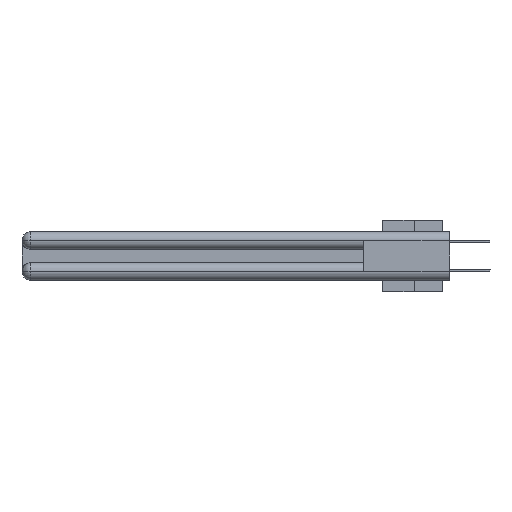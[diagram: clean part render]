
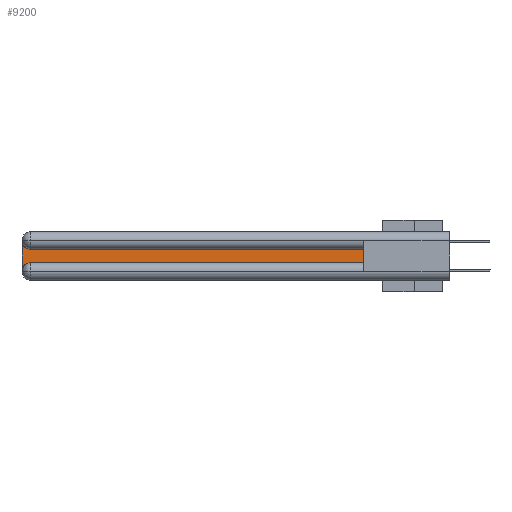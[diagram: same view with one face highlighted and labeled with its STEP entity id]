
A CAD part, left-side view. The second image highlights one B-rep face of the part: STEP entity #9200.
In plain terms, the highlighted planar face has unit normal (-1, 0, 0).
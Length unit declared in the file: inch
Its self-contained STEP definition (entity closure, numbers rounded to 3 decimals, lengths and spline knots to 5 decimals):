
#759 = ORIENTED_EDGE ( 'NONE', *, *, #11223, .T. ) ;
#1534 = DIRECTION ( 'NONE',  ( 0., 0., -1. ) ) ;
#1777 = LINE ( 'NONE', #23204, #18889 ) ;
#2577 = CARTESIAN_POINT ( 'NONE',  ( 0.075, 0.6, -0.2175 ) ) ;
#3521 = CARTESIAN_POINT ( 'NONE',  ( 0.075, 3., -0.2775 ) ) ;
#3677 = AXIS2_PLACEMENT_3D ( 'NONE', #13952, #37999, #16596 ) ;
#4105 = EDGE_CURVE ( 'NONE', #8257, #21861, #16113, .T. ) ;
#7496 = DIRECTION ( 'NONE',  ( 1., 0., 0. ) ) ;
#7653 = DIRECTION ( 'NONE',  ( 0., 0., -1. ) ) ;
#7846 = EDGE_CURVE ( 'NONE', #17832, #8257, #19598, .T. ) ;
#7878 = VERTEX_POINT ( 'NONE', #23007 ) ;
#8257 = VERTEX_POINT ( 'NONE', #3521 ) ;
#9200 = ADVANCED_FACE ( 'NONE', ( #31262 ), #16734, .F. ) ;
#9960 = EDGE_CURVE ( 'NONE', #27116, #7878, #1777, .T. ) ;
#10383 = DIRECTION ( 'NONE',  ( 0., 0., -1. ) ) ;
#11223 = EDGE_CURVE ( 'NONE', #7878, #19066, #38725, .T. ) ;
#11247 = DIRECTION ( 'NONE',  ( 0., 0., 1. ) ) ;
#11466 = DIRECTION ( 'NONE',  ( 0., -1., 0. ) ) ;
#11997 = ORIENTED_EDGE ( 'NONE', *, *, #25004, .T. ) ;
#12994 = CARTESIAN_POINT ( 'NONE',  ( 0.075, 0.6, -0.2175 ) ) ;
#13206 = CARTESIAN_POINT ( 'NONE',  ( 0.075, 2.94, -0.2775 ) ) ;
#13886 = VECTOR ( 'NONE', #11466, 39.37008 ) ;
#13952 = CARTESIAN_POINT ( 'NONE',  ( 0.075, 3., -0.1225 ) ) ;
#15654 = CIRCLE ( 'NONE', #25430, 0.06 ) ;
#16113 = CIRCLE ( 'NONE', #20307, 0.06 ) ;
#16135 = DIRECTION ( 'NONE',  ( 1., 0., 0. ) ) ;
#16596 = DIRECTION ( 'NONE',  ( 0., 0., -1. ) ) ;
#16734 = PLANE ( 'NONE',  #3677 ) ;
#17832 = VERTEX_POINT ( 'NONE', #22457 ) ;
#18383 = CARTESIAN_POINT ( 'NONE',  ( 0.075, 2.94, -0.2175 ) ) ;
#18889 = VECTOR ( 'NONE', #11247, 39.37008 ) ;
#19066 = VERTEX_POINT ( 'NONE', #26514 ) ;
#19598 = LINE ( 'NONE', #25902, #24757 ) ;
#20026 = ORIENTED_EDGE ( 'NONE', *, *, #9960, .T. ) ;
#20307 = AXIS2_PLACEMENT_3D ( 'NONE', #13206, #16135, #1534 ) ;
#21861 = VERTEX_POINT ( 'NONE', #18383 ) ;
#22457 = CARTESIAN_POINT ( 'NONE',  ( 0.075, 3., -0.0625 ) ) ;
#23007 = CARTESIAN_POINT ( 'NONE',  ( 0.075, 0.6, -0.1225 ) ) ;
#23195 = EDGE_LOOP ( 'NONE', ( #759, #38052, #37880, #29054, #11997, #20026 ) ) ;
#23204 = CARTESIAN_POINT ( 'NONE',  ( 0.075, 0.6, -0.2175 ) ) ;
#24055 = CARTESIAN_POINT ( 'NONE',  ( 0.075, 0.6, -0.1225 ) ) ;
#24757 = VECTOR ( 'NONE', #7653, 39.37008 ) ;
#25004 = EDGE_CURVE ( 'NONE', #21861, #27116, #30435, .T. ) ;
#25430 = AXIS2_PLACEMENT_3D ( 'NONE', #28228, #7496, #10383 ) ;
#25902 = CARTESIAN_POINT ( 'NONE',  ( 0.075, 3., -0.2175 ) ) ;
#26514 = CARTESIAN_POINT ( 'NONE',  ( 0.075, 2.94, -0.1225 ) ) ;
#27116 = VERTEX_POINT ( 'NONE', #12994 ) ;
#27232 = DIRECTION ( 'NONE',  ( 0., 1., 0. ) ) ;
#28228 = CARTESIAN_POINT ( 'NONE',  ( 0.075, 2.94, -0.0625 ) ) ;
#28749 = VECTOR ( 'NONE', #27232, 39.37008 ) ;
#29054 = ORIENTED_EDGE ( 'NONE', *, *, #4105, .T. ) ;
#30435 = LINE ( 'NONE', #2577, #13886 ) ;
#31262 = FACE_OUTER_BOUND ( 'NONE', #23195, .T. ) ;
#37867 = EDGE_CURVE ( 'NONE', #19066, #17832, #15654, .T. ) ;
#37880 = ORIENTED_EDGE ( 'NONE', *, *, #7846, .T. ) ;
#37999 = DIRECTION ( 'NONE',  ( 1., 0., 0. ) ) ;
#38052 = ORIENTED_EDGE ( 'NONE', *, *, #37867, .T. ) ;
#38725 = LINE ( 'NONE', #24055, #28749 ) ;
